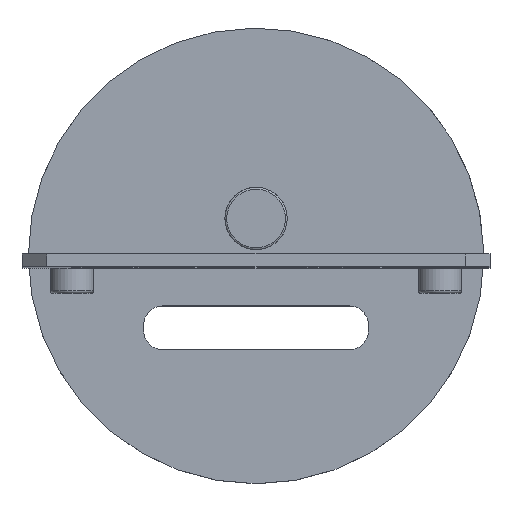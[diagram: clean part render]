
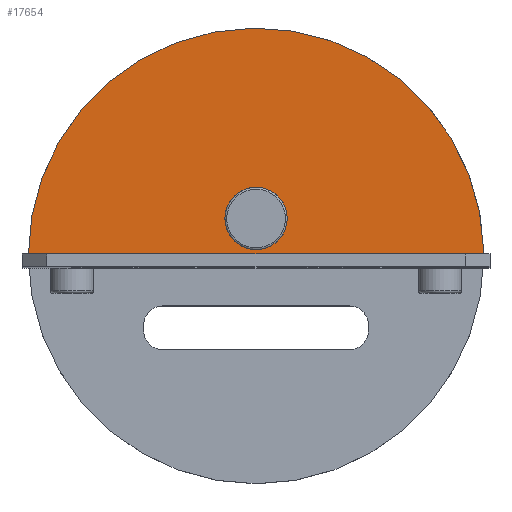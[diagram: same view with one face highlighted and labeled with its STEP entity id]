
A CAD part, top view. The second image highlights one B-rep face of the part: STEP entity #17654.
In plain terms, the highlighted planar face has unit normal (0, 0, 1).
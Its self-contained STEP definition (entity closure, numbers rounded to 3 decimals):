
#289=FACE_BOUND('',#6114,.T.);
#855=LINE('',#23531,#2978);
#861=LINE('',#23549,#2984);
#2978=VECTOR('',#19639,10.);
#2984=VECTOR('',#19659,10.);
#5120=FACE_OUTER_BOUND('',#6113,.T.);
#6113=EDGE_LOOP('',(#11750,#11751,#11752));
#6114=EDGE_LOOP('',(#11753));
#7215=CIRCLE('',#18741,36.5);
#7216=CIRCLE('',#18744,5.);
#7285=VERTEX_POINT('',#23528);
#7286=VERTEX_POINT('',#23530);
#7291=VERTEX_POINT('',#23545);
#7292=VERTEX_POINT('',#23552);
#9051=EDGE_CURVE('',#7286,#7285,#855,.T.);
#9060=EDGE_CURVE('',#7291,#7285,#7215,.T.);
#9061=EDGE_CURVE('',#7286,#7291,#861,.T.);
#9063=EDGE_CURVE('',#7292,#7292,#7216,.T.);
#11750=ORIENTED_EDGE('',*,*,#9051,.T.);
#11751=ORIENTED_EDGE('',*,*,#9060,.F.);
#11752=ORIENTED_EDGE('',*,*,#9061,.F.);
#11753=ORIENTED_EDGE('',*,*,#9063,.T.);
#16894=PLANE('',#18753);
#17654=ADVANCED_FACE('',(#5120,#289),#16894,.T.);
#18741=AXIS2_PLACEMENT_3D('',#23547,#19655,#19656);
#18744=AXIS2_PLACEMENT_3D('',#23553,#19663,#19664);
#18753=AXIS2_PLACEMENT_3D('',#23572,#19687,#19688);
#19639=DIRECTION('',(0.,1.,0.));
#19655=DIRECTION('center_axis',(0.,0.,-1.));
#19656=DIRECTION('ref_axis',(1.,0.,0.));
#19659=DIRECTION('',(-1.,0.,0.));
#19663=DIRECTION('center_axis',(0.,0.,-1.));
#19664=DIRECTION('ref_axis',(-1.,0.,0.));
#19687=DIRECTION('center_axis',(0.,0.,1.));
#19688=DIRECTION('ref_axis',(1.,0.,0.));
#23528=CARTESIAN_POINT('',(36.49,0.854,20.));
#23530=CARTESIAN_POINT('',(36.49,0.,20.));
#23531=CARTESIAN_POINT('',(36.49,6.828,20.));
#23545=CARTESIAN_POINT('',(-36.5,0.,20.));
#23547=CARTESIAN_POINT('Origin',(0.,0.,20.));
#23549=CARTESIAN_POINT('',(-36.5,0.,20.));
#23552=CARTESIAN_POINT('',(5.,6.,20.));
#23553=CARTESIAN_POINT('Origin',(0.,6.,20.));
#23572=CARTESIAN_POINT('Origin',(0.,12.801,
20.));
